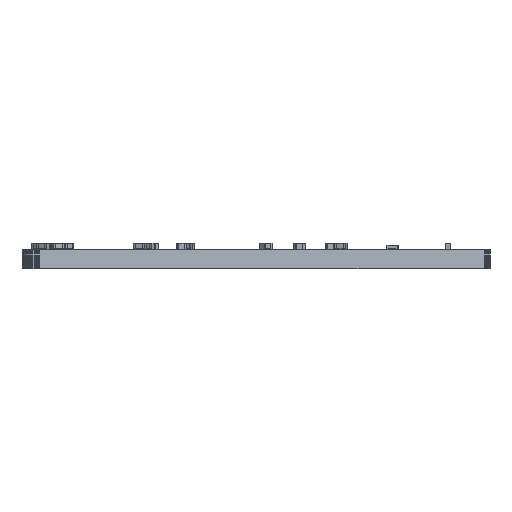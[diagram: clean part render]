
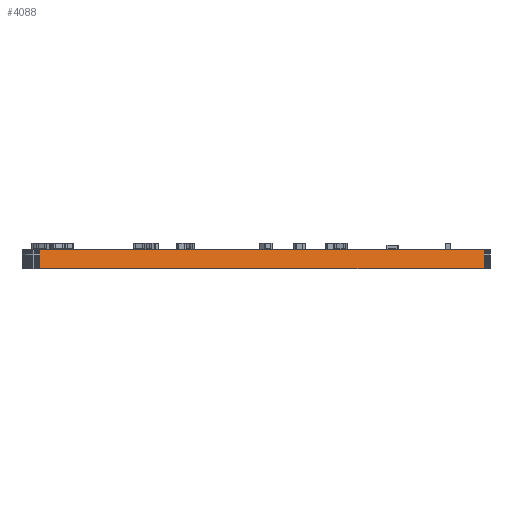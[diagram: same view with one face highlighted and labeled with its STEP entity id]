
A CAD part, front view. The second image highlights one B-rep face of the part: STEP entity #4088.
In plain terms, the highlighted planar face has unit normal (0.5, -0.866, 0).
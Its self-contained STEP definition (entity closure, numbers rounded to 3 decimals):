
#2244 = VERTEX_POINT('',#2245);
#2245 = CARTESIAN_POINT('',(73.844,-58.451,0.));
#2251 = EDGE_CURVE('',#2244,#2252,#2254,.T.);
#2252 = VERTEX_POINT('',#2253);
#2253 = CARTESIAN_POINT('',(36.344,-80.102,0.));
#2254 = LINE('',#2255,#2256);
#2255 = CARTESIAN_POINT('',(73.844,-58.451,0.));
#2256 = VECTOR('',#2257,1.);
#2257 = DIRECTION('',(-0.866,-0.5,0.));
#2845 = VERTEX_POINT('',#2846);
#2846 = CARTESIAN_POINT('',(73.844,-58.451,1.6));
#2852 = EDGE_CURVE('',#2845,#2853,#2855,.T.);
#2853 = VERTEX_POINT('',#2854);
#2854 = CARTESIAN_POINT('',(36.344,-80.102,1.6));
#2855 = LINE('',#2856,#2857);
#2856 = CARTESIAN_POINT('',(73.844,-58.451,1.6));
#2857 = VECTOR('',#2858,1.);
#2858 = DIRECTION('',(-0.866,-0.5,0.));
#4060 = EDGE_CURVE('',#2244,#2845,#4061,.T.);
#4061 = LINE('',#4062,#4063);
#4062 = CARTESIAN_POINT('',(73.844,-58.451,0.));
#4063 = VECTOR('',#4064,1.);
#4064 = DIRECTION('',(0.,0.,1.));
#4088 = ADVANCED_FACE('',(#4089),#4100,.T.);
#4089 = FACE_BOUND('',#4090,.T.);
#4090 = EDGE_LOOP('',(#4091,#4092,#4093,#4099));
#4091 = ORIENTED_EDGE('',*,*,#4060,.T.);
#4092 = ORIENTED_EDGE('',*,*,#2852,.T.);
#4093 = ORIENTED_EDGE('',*,*,#4094,.F.);
#4094 = EDGE_CURVE('',#2252,#2853,#4095,.T.);
#4095 = LINE('',#4096,#4097);
#4096 = CARTESIAN_POINT('',(36.344,-80.102,0.));
#4097 = VECTOR('',#4098,1.);
#4098 = DIRECTION('',(0.,0.,1.));
#4099 = ORIENTED_EDGE('',*,*,#2251,.F.);
#4100 = PLANE('',#4101);
#4101 = AXIS2_PLACEMENT_3D('',#4102,#4103,#4104);
#4102 = CARTESIAN_POINT('',(73.844,-58.451,0.));
#4103 = DIRECTION('',(0.5,-0.866,0.));
#4104 = DIRECTION('',(-0.866,-0.5,0.));
